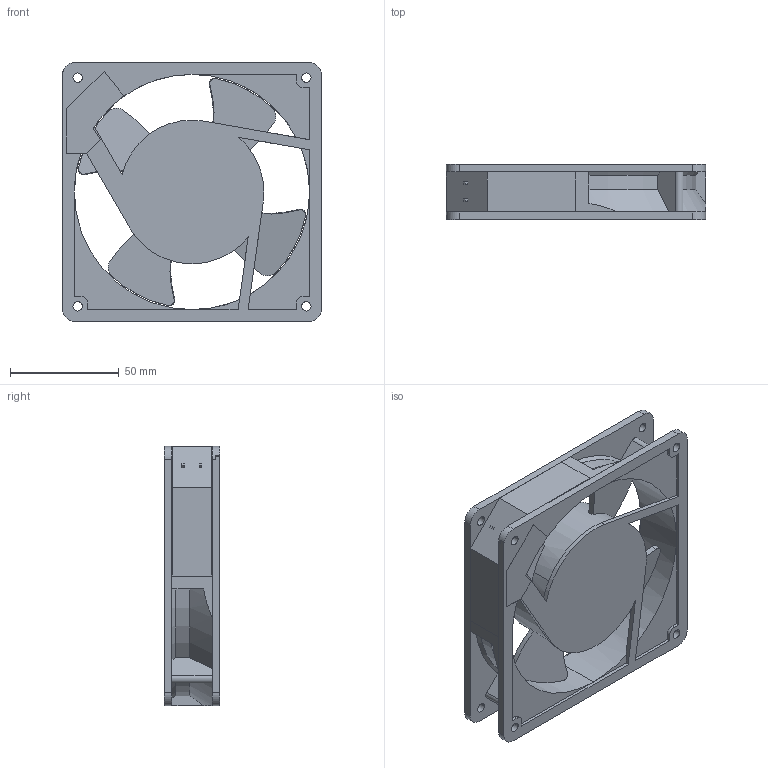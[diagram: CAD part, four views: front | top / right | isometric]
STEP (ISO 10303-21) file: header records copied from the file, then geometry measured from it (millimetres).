
FILE_DESCRIPTION(('starvars output'),'2;1');
FILE_NAME('4710PS-10T-B20-B00_3D.stp','14:05:55 2012/10/17',( 'Thomas Industrial Network Germany GmbH'),( 'Thomas Industrial Network Germany GmbH'),'unknown preprocess','ACIS' ,'unknown authorization');
FILE_SCHEMA(('AUTOMOTIVE_DESIGN_CC2 {UNKNOWN IMPLEMENTATION LEVEL}'));
Length unit declared in the file: millimetre
Products named in the file (1): PRODUCT_ID_1
Bounding box: 119 x 25.52 x 119 mm (x, y, z)
Volume: 159053.3 mm3; surface area: 56792.2 mm2
Topology: 1 solids, 1 shells, 178 faces, 514 edges, 342 vertices
Faces by surface type: plane 94, cylinder 66, cone 18
Entity records: 6858 total; most frequent: ORIENTED_EDGE 1028, CARTESIAN_POINT 1020, DIRECTION 781, EDGE_CURVE 514, VERTEX_POINT 342, VECTOR 283, LINE 283, AXIS2_PLACEMENT_3D 249
